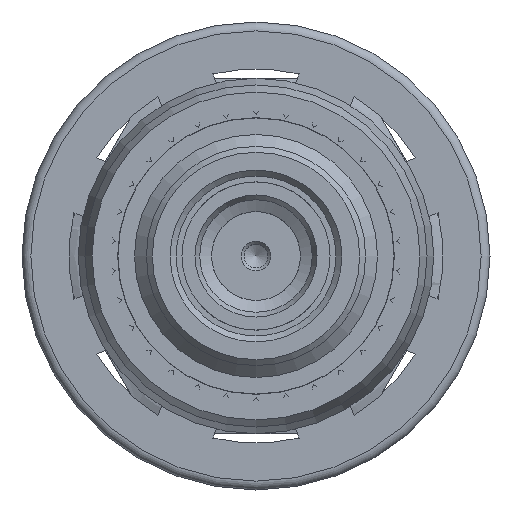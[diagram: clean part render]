
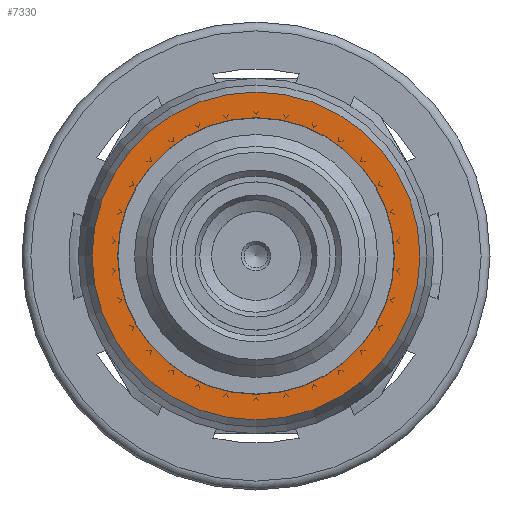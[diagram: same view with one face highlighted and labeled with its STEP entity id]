
A CAD part, left-side view. The second image highlights one B-rep face of the part: STEP entity #7330.
In plain terms, the highlighted planar face has unit normal (-1, 0, 0).
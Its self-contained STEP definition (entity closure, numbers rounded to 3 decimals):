
#1228=PLANE('',#10149);
#1837=ORIENTED_EDGE('',*,*,#3830,.T.);
#1838=ORIENTED_EDGE('',*,*,#3829,.T.);
#3829=EDGE_CURVE('',#4872,#4872,#5573,.F.);
#3830=EDGE_CURVE('',#4873,#4873,#5574,.T.);
#4872=VERTEX_POINT('',#17258);
#4873=VERTEX_POINT('',#17261);
#5573=CIRCLE('',#10148,2.767);
#5574=CIRCLE('',#10150,2.335);
#5990=EDGE_LOOP('',(#1837));
#5991=EDGE_LOOP('',(#1838));
#6605=FACE_BOUND('',#5990,.T.);
#6606=FACE_BOUND('',#5991,.T.);
#7330=ADVANCED_FACE('',(#6605,#6606),#1228,.F.);
#10148=AXIS2_PLACEMENT_3D('',#17257,#11213,#11214);
#10149=AXIS2_PLACEMENT_3D('',#17259,#11215,#11216);
#10150=AXIS2_PLACEMENT_3D('',#17260,#11217,#11218);
#11213=DIRECTION('',(1.,0.,0.));
#11214=DIRECTION('',(0.,-1.,0.));
#11215=DIRECTION('',(1.,0.,0.));
#11216=DIRECTION('',(0.,-1.,0.));
#11217=DIRECTION('',(1.,0.,0.));
#11218=DIRECTION('',(0.,-1.,0.));
#17257=CARTESIAN_POINT('',(-2.,0.,0.));
#17258=CARTESIAN_POINT('',(-2.,-2.767,0.));
#17259=CARTESIAN_POINT('',(-2.,0.,0.));
#17260=CARTESIAN_POINT('',(-2.,0.,0.));
#17261=CARTESIAN_POINT('',(-2.,-2.335,0.));
